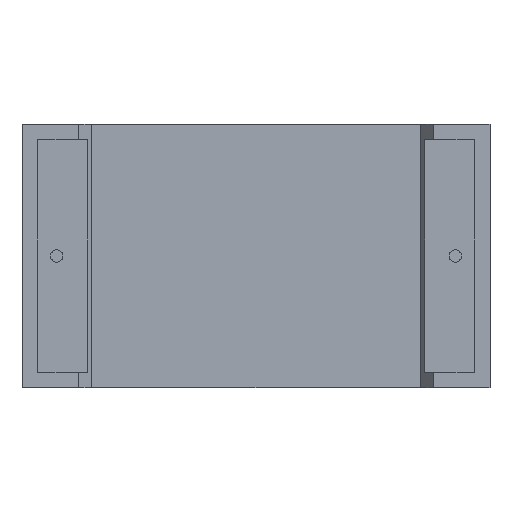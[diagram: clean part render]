
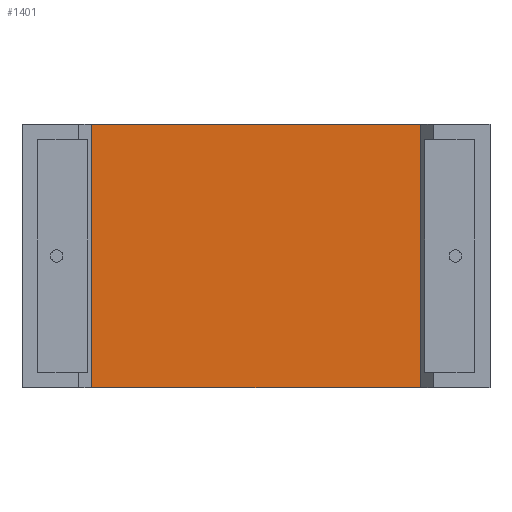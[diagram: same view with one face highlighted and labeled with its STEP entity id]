
A CAD part, front view. The second image highlights one B-rep face of the part: STEP entity #1401.
In plain terms, the highlighted planar face has unit normal (0, -1, 0).
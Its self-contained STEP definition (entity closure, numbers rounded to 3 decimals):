
#208 = CARTESIAN_POINT ( 'NONE',  ( 4.797, 1.141, 0. ) ) ;
#279 = CARTESIAN_POINT ( 'NONE',  ( 27.503, 1.141, 0. ) ) ;
#569 = EDGE_CURVE ( 'NONE', #2771, #1156, #1823, .T. ) ;
#645 = CARTESIAN_POINT ( 'NONE',  ( 16.15, 1.141, 0. ) ) ;
#737 = FACE_OUTER_BOUND ( 'NONE', #1114, .T. ) ;
#744 = CARTESIAN_POINT ( 'NONE',  ( 16.15, 1.141, 18.2 ) ) ;
#793 = ORIENTED_EDGE ( 'NONE', *, *, #2625, .T. ) ;
#801 = CARTESIAN_POINT ( 'NONE',  ( 4.797, 1.141, 0. ) ) ;
#812 = DIRECTION ( 'NONE',  ( -1., 0., 0. ) ) ;
#903 = EDGE_CURVE ( 'NONE', #2809, #1156, #2554, .T. ) ;
#904 = VECTOR ( 'NONE', #1737, 1000. ) ;
#1010 = CARTESIAN_POINT ( 'NONE',  ( 4.797, 1.141, 18.2 ) ) ;
#1031 = DIRECTION ( 'NONE',  ( 0., 0., 1. ) ) ;
#1054 = VECTOR ( 'NONE', #1031, 1000. ) ;
#1061 = CARTESIAN_POINT ( 'NONE',  ( 27.503, 1.141, 18.2 ) ) ;
#1114 = EDGE_LOOP ( 'NONE', ( #1520, #1523, #2179, #793 ) ) ;
#1156 = VERTEX_POINT ( 'NONE', #1010 ) ;
#1277 = LINE ( 'NONE', #2474, #1883 ) ;
#1345 = EDGE_CURVE ( 'NONE', #2843, #2771, #1277, .T. ) ;
#1401 = ADVANCED_FACE ( 'NONE', ( #737 ), #2283, .F. ) ;
#1520 = ORIENTED_EDGE ( 'NONE', *, *, #903, .T. ) ;
#1523 = ORIENTED_EDGE ( 'NONE', *, *, #569, .F. ) ;
#1549 = LINE ( 'NONE', #279, #1054 ) ;
#1623 = DIRECTION ( 'NONE',  ( -1., 0., 0. ) ) ;
#1639 = DIRECTION ( 'NONE',  ( 0., 0., 1. ) ) ;
#1737 = DIRECTION ( 'NONE',  ( -1., 0., 0. ) ) ;
#1823 = LINE ( 'NONE', #208, #2865 ) ;
#1868 = AXIS2_PLACEMENT_3D ( 'NONE', #645, #2975, #1623 ) ;
#1883 = VECTOR ( 'NONE', #812, 1000. ) ;
#2023 = CARTESIAN_POINT ( 'NONE',  ( 27.503, 1.141, 0. ) ) ;
#2179 = ORIENTED_EDGE ( 'NONE', *, *, #1345, .F. ) ;
#2283 = PLANE ( 'NONE',  #1868 ) ;
#2474 = CARTESIAN_POINT ( 'NONE',  ( 16.15, 1.141, 0. ) ) ;
#2554 = LINE ( 'NONE', #744, #904 ) ;
#2625 = EDGE_CURVE ( 'NONE', #2843, #2809, #1549, .T. ) ;
#2771 = VERTEX_POINT ( 'NONE', #801 ) ;
#2809 = VERTEX_POINT ( 'NONE', #1061 ) ;
#2843 = VERTEX_POINT ( 'NONE', #2023 ) ;
#2865 = VECTOR ( 'NONE', #1639, 1000. ) ;
#2975 = DIRECTION ( 'NONE',  ( 0., 1., 0. ) ) ;
